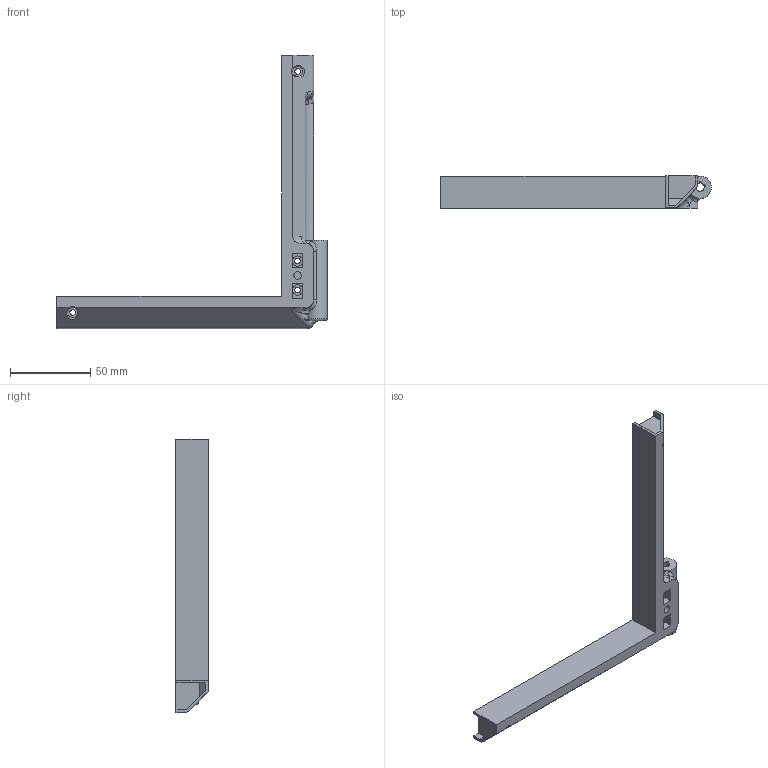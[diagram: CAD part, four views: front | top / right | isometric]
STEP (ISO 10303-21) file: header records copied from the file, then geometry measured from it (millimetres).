
FILE_DESCRIPTION(/* description */ (''),/* implementation_level */ '2;1');
FILE_NAME(/* name */ 'doorbuffer-300-clickyclacky-sidedoor_A_v2.step',/* time_stamp */ '2025-06-27T21:37:34+02:00',/* author */ (''),/* organization */ (''),/* preprocessor_version */ 'ST-DEVELOPER v20.1',/* originating_system */ 'Autodesk Translation Framework v14.10.0.0',/* authorisation */ '');
FILE_SCHEMA (('AUTOMOTIVE_DESIGN { 1 0 10303 214 3 1 1 }'));
Length unit declared in the file: millimetre
Products named in the file (1): doorbuffer-300-clickyclacky-sidedoor_A_v2
Bounding box: 168.5 x 20 x 170 mm (x, y, z)
Volume: 95907.8 mm3; surface area: 26716.2 mm2
Topology: 1 solids, 1 shells, 114 faces, 298 edges, 187 vertices
Faces by surface type: plane 52, cylinder 36, bspline 20, torus 5, sphere 1
Full cylindrical faces by diameter (mm): 3.5 x4, 4.7 x1, 6.4 x4
Entity records: 4384 total; most frequent: CARTESIAN_POINT 1604, ORIENTED_EDGE 594, DIRECTION 538, EDGE_CURVE 297, AXIS2_PLACEMENT_3D 195, VERTEX_POINT 187, LINE 148, VECTOR 148
